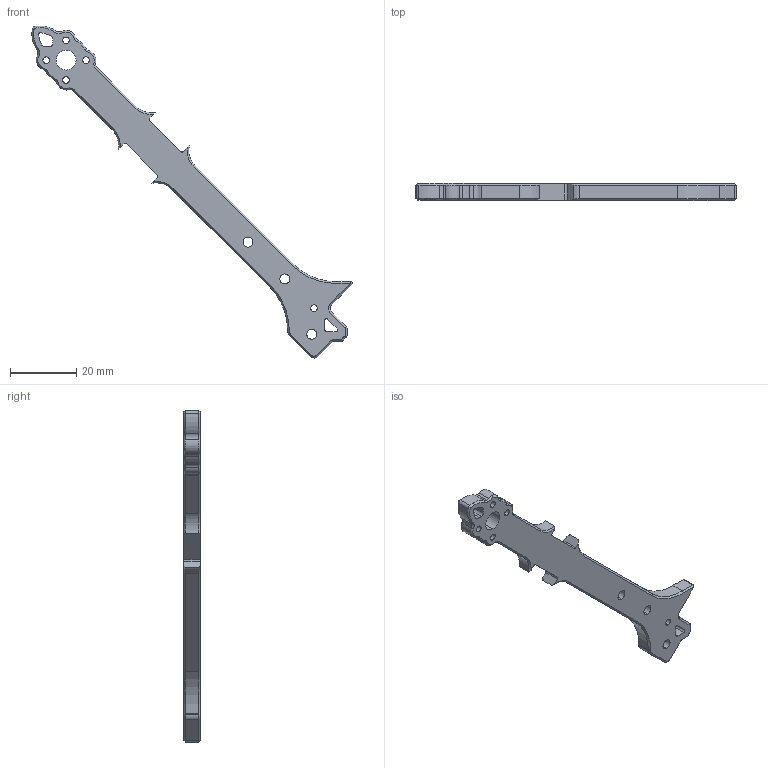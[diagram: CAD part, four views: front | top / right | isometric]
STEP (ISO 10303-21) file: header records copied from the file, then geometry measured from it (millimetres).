
FILE_DESCRIPTION (( 'STEP AP214' ), '1' );
FILE_NAME ('1_儂旋_4跺.STEP', '2024-06-12T07:15:24', ( '' ), ( '' ), 'SwSTEP 2.0', 'SolidWorks 2021', '' );
FILE_SCHEMA (( 'AUTOMOTIVE_DESIGN' ));
Length unit declared in the file: millimetre
Products named in the file (1): 1_儂旋_4跺
Bounding box: 96.67 x 5 x 100.21 mm (x, y, z)
Volume: 6939.4 mm3; surface area: 4739.6 mm2
Topology: 1 solids, 1 shells, 190 faces, 476 edges, 282 vertices
Faces by surface type: cone 72, cylinder 71, plane 47
Entity records: 5680 total; most frequent: DIRECTION 1056, CARTESIAN_POINT 967, ORIENTED_EDGE 940, EDGE_CURVE 470, AXIS2_PLACEMENT_3D 403, VERTEX_POINT 282, LINE 250, VECTOR 250
